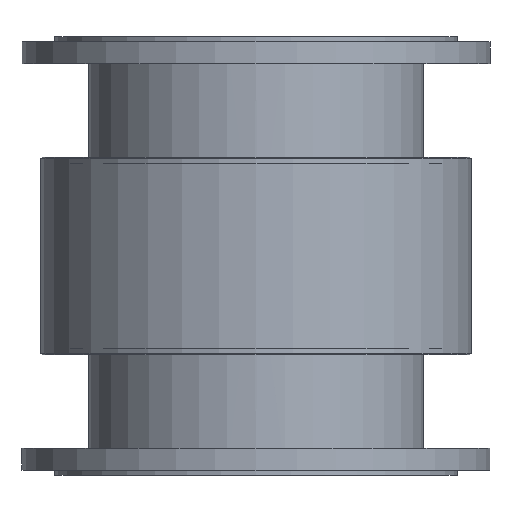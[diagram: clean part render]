
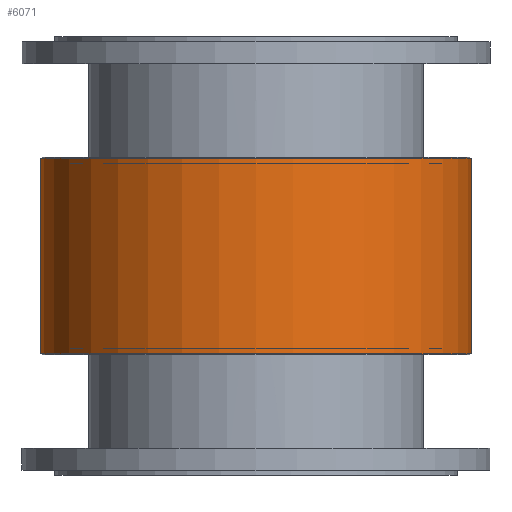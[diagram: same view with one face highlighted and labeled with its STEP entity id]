
A CAD part, front view. The second image highlights one B-rep face of the part: STEP entity #6071.
In plain terms, the highlighted cylindrical face has radius 294.5 mm (diameter 589 mm), a full revolution.
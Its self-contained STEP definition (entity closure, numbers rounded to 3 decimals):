
#228=B_SPLINE_CURVE_WITH_KNOTS('',3,(#9280,#9281,#9282,#9283,#9284,#9285,
#9286,#9287,#9288,#9289,#9290,#9291,#9292,#9293,#9294,#9295,#9296,#9297,
#9298,#9299,#9300,#9301,#9302,#9303,#9304,#9305,#9306,#9307,#9308,#9309,
#9310,#9311,#9312,#9313,#9314,#9315,#9316,#9317,#9318,#9319,#9320,#9321,
#9322,#9323,#9324,#9325,#9326,#9327,#9328,#9329),.UNSPECIFIED.,.F.,.F.,
(4,2,2,2,2,2,2,2,2,2,2,2,2,2,2,2,2,2,2,2,2,2,2,2,4),(0.,0.396,
0.791,1.187,1.583,1.978,2.374,
2.77,3.165,3.561,3.957,4.352,
4.748,5.144,5.539,5.935,6.331,
6.726,7.122,7.518,7.913,8.309,
8.705,9.1,9.496),.UNSPECIFIED.);
#229=B_SPLINE_CURVE_WITH_KNOTS('',3,(#9330,#9331,#9332,#9333,#9334,#9335,
#9336,#9337,#9338,#9339,#9340,#9341,#9342,#9343,#9344,#9345,#9346,#9347),
 .UNSPECIFIED.,.F.,.F.,(4,2,2,2,2,2,2,2,4),(9.496,9.892,
10.287,10.683,11.079,11.474,11.87,
12.266,12.661),.UNSPECIFIED.);
#485=LINE('',#10476,#791);
#791=VECTOR('',#8053,294.5);
#969=CYLINDRICAL_SURFACE('',#6679,294.5);
#1121=FACE_BOUND('',#1795,.T.);
#1332=FACE_OUTER_BOUND('',#1794,.T.);
#1794=EDGE_LOOP('',(#4685,#4686,#4687,#4688));
#1795=EDGE_LOOP('',(#4689,#4690));
#2167=CIRCLE('',#6677,294.5);
#2168=CIRCLE('',#6680,294.5);
#2446=VERTEX_POINT('',#9277);
#2447=VERTEX_POINT('',#9279);
#2647=VERTEX_POINT('',#10469);
#2648=VERTEX_POINT('',#10474);
#3043=EDGE_CURVE('',#2447,#2446,#228,.T.);
#3044=EDGE_CURVE('',#2446,#2447,#229,.T.);
#3352=EDGE_CURVE('',#2647,#2647,#2167,.T.);
#3354=EDGE_CURVE('',#2648,#2648,#2168,.T.);
#3355=EDGE_CURVE('',#2648,#2647,#485,.T.);
#4685=ORIENTED_EDGE('',*,*,#3354,.F.);
#4686=ORIENTED_EDGE('',*,*,#3355,.T.);
#4687=ORIENTED_EDGE('',*,*,#3352,.F.);
#4688=ORIENTED_EDGE('',*,*,#3355,.F.);
#4689=ORIENTED_EDGE('',*,*,#3043,.T.);
#4690=ORIENTED_EDGE('',*,*,#3044,.T.);
#6071=ADVANCED_FACE('',(#1332,#1121),#969,.T.);
#6677=AXIS2_PLACEMENT_3D('',#10470,#8044,#8045);
#6679=AXIS2_PLACEMENT_3D('',#10473,#8049,#8050);
#6680=AXIS2_PLACEMENT_3D('',#10475,#8051,#8052);
#8044=DIRECTION('center_axis',(0.,0.,-1.));
#8045=DIRECTION('ref_axis',(1.,0.,0.));
#8049=DIRECTION('center_axis',(0.,0.,1.));
#8050=DIRECTION('ref_axis',(1.,0.,0.));
#8051=DIRECTION('center_axis',(0.,0.,1.));
#8052=DIRECTION('ref_axis',(1.,0.,0.));
#8053=DIRECTION('',(0.,0.,-1.));
#9277=CARTESIAN_POINT('',(-17.963,298.471,21.));
#9279=CARTESIAN_POINT('',(-38.963,297.722,0.));
#9280=CARTESIAN_POINT('Ctrl Pts',(-38.963,297.722,0.));
#9281=CARTESIAN_POINT('Ctrl Pts',(-38.963,297.722,-1.319));
#9282=CARTESIAN_POINT('Ctrl Pts',(-38.837,297.731,-2.683));
#9283=CARTESIAN_POINT('Ctrl Pts',(-38.305,297.768,-5.395));
#9284=CARTESIAN_POINT('Ctrl Pts',(-37.9,297.796,-6.744));
#9285=CARTESIAN_POINT('Ctrl Pts',(-36.828,297.867,-9.331));
#9286=CARTESIAN_POINT('Ctrl Pts',(-36.161,297.909,-10.571));
#9287=CARTESIAN_POINT('Ctrl Pts',(-34.619,298.001,-12.864));
#9288=CARTESIAN_POINT('Ctrl Pts',(-33.744,298.05,-13.917));
#9289=CARTESIAN_POINT('Ctrl Pts',(-31.88,298.144,-15.781));
#9290=CARTESIAN_POINT('Ctrl Pts',(-30.827,298.192,-16.656));
#9291=CARTESIAN_POINT('Ctrl Pts',(-28.534,298.284,-18.198));
#9292=CARTESIAN_POINT('Ctrl Pts',(-27.294,298.326,-18.865));
#9293=CARTESIAN_POINT('Ctrl Pts',(-24.707,298.397,-19.937));
#9294=CARTESIAN_POINT('Ctrl Pts',(-23.358,298.425,-20.342));
#9295=CARTESIAN_POINT('Ctrl Pts',(-20.645,298.462,-20.874));
#9296=CARTESIAN_POINT('Ctrl Pts',(-19.282,298.471,-21.));
#9297=CARTESIAN_POINT('Ctrl Pts',(-16.644,298.471,-21.));
#9298=CARTESIAN_POINT('Ctrl Pts',(-15.28,298.462,-20.874));
#9299=CARTESIAN_POINT('Ctrl Pts',(-12.568,298.425,-20.342));
#9300=CARTESIAN_POINT('Ctrl Pts',(-11.219,298.397,-19.937));
#9301=CARTESIAN_POINT('Ctrl Pts',(-8.632,298.326,-18.865));
#9302=CARTESIAN_POINT('Ctrl Pts',(-7.392,298.284,-18.198));
#9303=CARTESIAN_POINT('Ctrl Pts',(-5.099,298.192,-16.656));
#9304=CARTESIAN_POINT('Ctrl Pts',(-4.046,298.144,-15.781));
#9305=CARTESIAN_POINT('Ctrl Pts',(-2.182,298.05,-13.917));
#9306=CARTESIAN_POINT('Ctrl Pts',(-1.307,298.001,-12.864));
#9307=CARTESIAN_POINT('Ctrl Pts',(0.235,297.909,-10.571));
#9308=CARTESIAN_POINT('Ctrl Pts',(0.902,297.867,-9.331));
#9309=CARTESIAN_POINT('Ctrl Pts',(1.974,297.796,-6.744));
#9310=CARTESIAN_POINT('Ctrl Pts',(2.379,297.768,-5.395));
#9311=CARTESIAN_POINT('Ctrl Pts',(2.911,297.731,-2.683));
#9312=CARTESIAN_POINT('Ctrl Pts',(3.037,297.722,-1.319));
#9313=CARTESIAN_POINT('Ctrl Pts',(3.037,297.722,1.319));
#9314=CARTESIAN_POINT('Ctrl Pts',(2.911,297.731,2.683));
#9315=CARTESIAN_POINT('Ctrl Pts',(2.379,297.768,5.395));
#9316=CARTESIAN_POINT('Ctrl Pts',(1.974,297.796,6.744));
#9317=CARTESIAN_POINT('Ctrl Pts',(0.902,297.867,9.331));
#9318=CARTESIAN_POINT('Ctrl Pts',(0.235,297.909,10.571));
#9319=CARTESIAN_POINT('Ctrl Pts',(-1.307,298.001,12.864));
#9320=CARTESIAN_POINT('Ctrl Pts',(-2.182,298.05,13.917));
#9321=CARTESIAN_POINT('Ctrl Pts',(-4.046,298.144,15.781));
#9322=CARTESIAN_POINT('Ctrl Pts',(-5.099,298.192,16.656));
#9323=CARTESIAN_POINT('Ctrl Pts',(-7.392,298.284,18.198));
#9324=CARTESIAN_POINT('Ctrl Pts',(-8.632,298.326,18.865));
#9325=CARTESIAN_POINT('Ctrl Pts',(-11.219,298.397,19.937));
#9326=CARTESIAN_POINT('Ctrl Pts',(-12.568,298.425,20.342));
#9327=CARTESIAN_POINT('Ctrl Pts',(-15.28,298.462,20.874));
#9328=CARTESIAN_POINT('Ctrl Pts',(-16.644,298.471,21.));
#9329=CARTESIAN_POINT('Ctrl Pts',(-17.963,298.471,21.));
#9330=CARTESIAN_POINT('Ctrl Pts',(-17.963,298.471,21.));
#9331=CARTESIAN_POINT('Ctrl Pts',(-19.282,298.471,21.));
#9332=CARTESIAN_POINT('Ctrl Pts',(-20.645,298.462,20.874));
#9333=CARTESIAN_POINT('Ctrl Pts',(-23.358,298.425,20.342));
#9334=CARTESIAN_POINT('Ctrl Pts',(-24.707,298.397,19.937));
#9335=CARTESIAN_POINT('Ctrl Pts',(-27.294,298.326,18.865));
#9336=CARTESIAN_POINT('Ctrl Pts',(-28.534,298.284,18.198));
#9337=CARTESIAN_POINT('Ctrl Pts',(-30.827,298.192,16.656));
#9338=CARTESIAN_POINT('Ctrl Pts',(-31.88,298.144,15.781));
#9339=CARTESIAN_POINT('Ctrl Pts',(-33.744,298.05,13.917));
#9340=CARTESIAN_POINT('Ctrl Pts',(-34.619,298.001,12.864));
#9341=CARTESIAN_POINT('Ctrl Pts',(-36.161,297.909,10.571));
#9342=CARTESIAN_POINT('Ctrl Pts',(-36.828,297.867,9.331));
#9343=CARTESIAN_POINT('Ctrl Pts',(-37.9,297.796,6.744));
#9344=CARTESIAN_POINT('Ctrl Pts',(-38.305,297.768,5.395));
#9345=CARTESIAN_POINT('Ctrl Pts',(-38.837,297.731,2.683));
#9346=CARTESIAN_POINT('Ctrl Pts',(-38.963,297.722,1.319));
#9347=CARTESIAN_POINT('Ctrl Pts',(-38.963,297.722,0.));
#10469=CARTESIAN_POINT('',(-312.463,3.971,-133.5));
#10470=CARTESIAN_POINT('Origin',(-17.963,3.971,-133.5));
#10473=CARTESIAN_POINT('Origin',(-17.963,3.971,0.));
#10474=CARTESIAN_POINT('',(-312.463,3.971,133.5));
#10475=CARTESIAN_POINT('Origin',(-17.963,3.971,133.5));
#10476=CARTESIAN_POINT('',(-312.463,3.971,0.));
